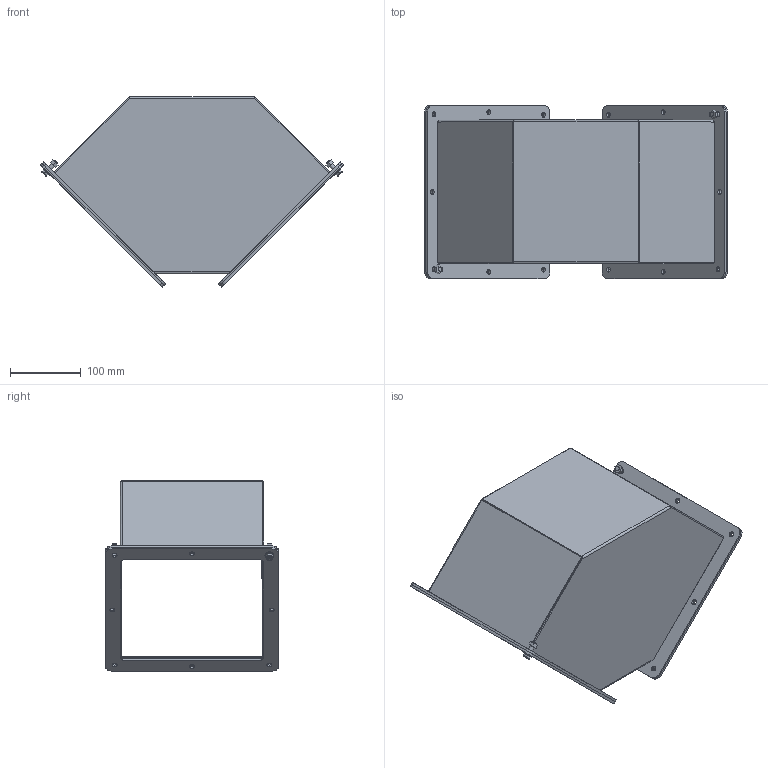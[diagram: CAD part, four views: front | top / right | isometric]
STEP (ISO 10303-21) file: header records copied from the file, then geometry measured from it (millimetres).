
FILE_DESCRIPTION (( 'STEP AP203' ), '1' );
FILE_NAME ('1487E9PSS.step', '2020-11-17T21:15:37', ( 'ADC123' ), ( 'Microsoft' ), 'SwSTEP 2.0', 'SolidWorks 2019', '' );
FILE_SCHEMA (( 'CONFIG_CONTROL_DESIGN' ));
Length unit declared in the file: inch
Products named in the file (1): 1487E9PSS
Bounding box: 428.79 x 244.47 x 269.33 mm (x, y, z)
Volume: 695251.9 mm3; surface area: 687913.4 mm2
Topology: 12 solids, 12 shells, 403 faces, 1052 edges, 691 vertices
Faces by surface type: plane 238, cylinder 122, bspline 43
Full cylindrical faces by diameter (mm): 4.976 x2, 6.35 x2, 6.553 x2, 7.137 x32, 12.7 x2
Entity records: 16823 total; most frequent: CARTESIAN_POINT 7095, ORIENTED_EDGE 2016, DIRECTION 1808, EDGE_CURVE 1008, VERTEX_POINT 690, LINE 662, VECTOR 662, AXIS2_PLACEMENT_3D 573
